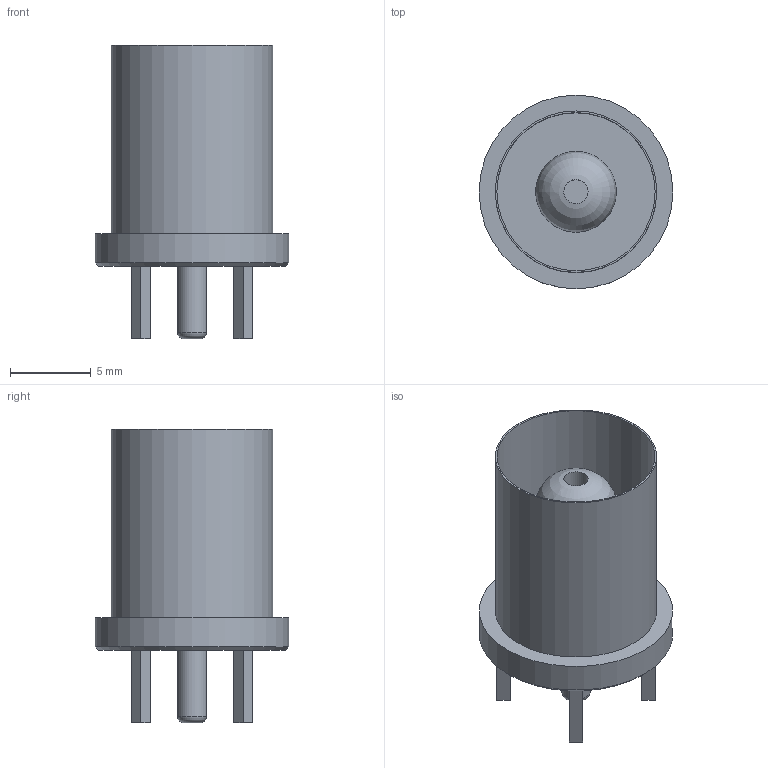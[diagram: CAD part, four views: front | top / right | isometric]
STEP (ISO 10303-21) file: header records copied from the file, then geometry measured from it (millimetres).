
FILE_DESCRIPTION(/* description */ ('model of BNC_TEConnectivity_1478204_Vertical'),/* implementation_level */ '2;1');
FILE_NAME(/* name */ 'BNC_TEConnectivity_1478204_Vertical.step',/* time_stamp */ '2019-02-19T20:56:31',/* author */ ('kicad StepUp','ksu'),/* organization */ ('FreeCAD'),/* preprocessor_version */ 'OCC',/* originating_system */ 'kicad StepUp',/* authorisation */ '');
FILE_SCHEMA(('AUTOMOTIVE_DESIGN { 1 0 10303 214 1 1 1 1 }'));
Length unit declared in the file: millimetre
Products named in the file (1): BNC_TEConnectivity_1478204
Bounding box: 12 x 12 x 18.19 mm (x, y, z)
Volume: 453.7 mm3; surface area: 1298.7 mm2
Topology: 1 solids, 1 shells, 35 faces, 71 edges, 46 vertices
Faces by surface type: plane 26, cylinder 6, cone 1, torus 1, revolution 1
Full cylindrical faces by diameter (mm): 1.5 x1, 1.8 x1, 5 x1, 9.8 x1, 10 x1, 12 x1
Entity records: 1392 total; most frequent: CARTESIAN_POINT 381, DIRECTION 156, ORIENTED_EDGE 142, EDGE_CURVE 71, LINE 55, VECTOR 55, AXIS2_PLACEMENT_3D 50, VERTEX_POINT 46
